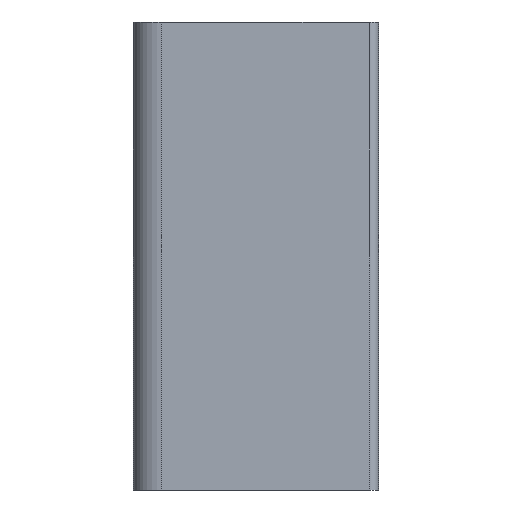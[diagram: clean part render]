
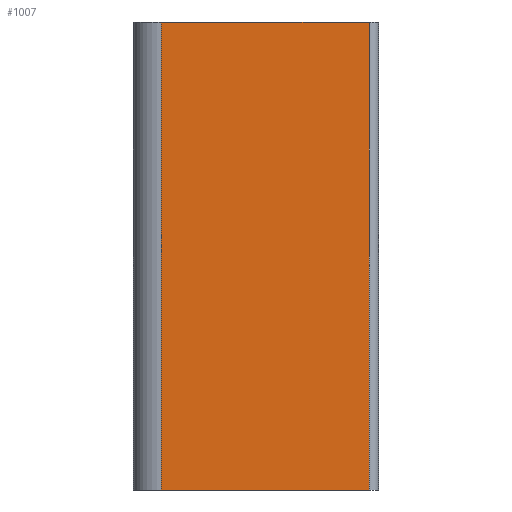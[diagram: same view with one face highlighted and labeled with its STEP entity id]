
A CAD part, left-side view. The second image highlights one B-rep face of the part: STEP entity #1007.
In plain terms, the highlighted face is planar.
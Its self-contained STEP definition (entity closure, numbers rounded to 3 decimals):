
#30=PLANE('',#1083);
#63=LINE('',#1536,#157);
#64=LINE('',#1540,#158);
#65=LINE('',#1542,#159);
#66=LINE('',#1544,#160);
#157=VECTOR('',#1216,1000.);
#158=VECTOR('',#1221,1000.);
#159=VECTOR('',#1222,1000.);
#160=VECTOR('',#1223,1000.);
#263=ORIENTED_EDGE('',*,*,#559,.T.);
#264=ORIENTED_EDGE('',*,*,#560,.F.);
#265=ORIENTED_EDGE('',*,*,#561,.F.);
#266=ORIENTED_EDGE('',*,*,#557,.T.);
#557=EDGE_CURVE('',#704,#703,#63,.T.);
#559=EDGE_CURVE('',#703,#705,#64,.T.);
#560=EDGE_CURVE('',#706,#705,#65,.T.);
#561=EDGE_CURVE('',#704,#706,#66,.T.);
#703=VERTEX_POINT('',#1535);
#704=VERTEX_POINT('',#1537);
#705=VERTEX_POINT('',#1541);
#706=VERTEX_POINT('',#1543);
#856=EDGE_LOOP('',(#263,#264,#265,#266));
#918=FACE_BOUND('',#856,.T.);
#1007=ADVANCED_FACE('',(#918),#30,.F.);
#1083=AXIS2_PLACEMENT_3D('',#1539,#1219,#1220);
#1216=DIRECTION('',(0.,0.,-1.));
#1219=DIRECTION('',(-1.,0.,0.));
#1220=DIRECTION('',(0.,0.,1.));
#1221=DIRECTION('',(0.,1.,0.));
#1222=DIRECTION('',(0.,0.,-1.));
#1223=DIRECTION('',(0.,1.,0.));
#1535=CARTESIAN_POINT('',(11.5,0.5,-12.5));
#1536=CARTESIAN_POINT('',(11.5,0.5,12.5));
#1537=CARTESIAN_POINT('',(11.5,0.5,12.5));
#1539=CARTESIAN_POINT('',(11.5,0.5,12.5));
#1540=CARTESIAN_POINT('',(11.5,0.5,-12.5));
#1541=CARTESIAN_POINT('',(11.5,11.6,-12.5));
#1542=CARTESIAN_POINT('',(11.5,11.6,12.5));
#1543=CARTESIAN_POINT('',(11.5,11.6,12.5));
#1544=CARTESIAN_POINT('',(11.5,0.5,12.5));
